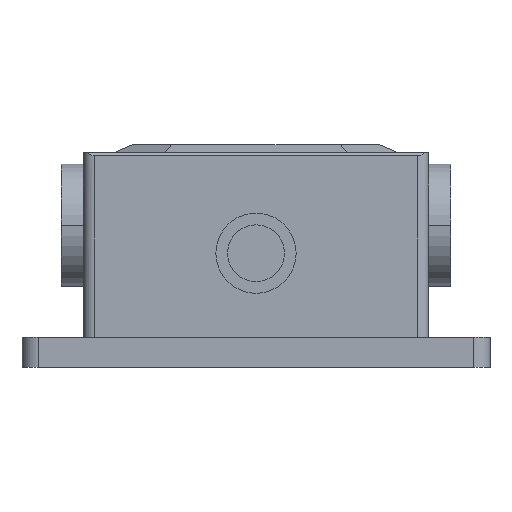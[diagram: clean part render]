
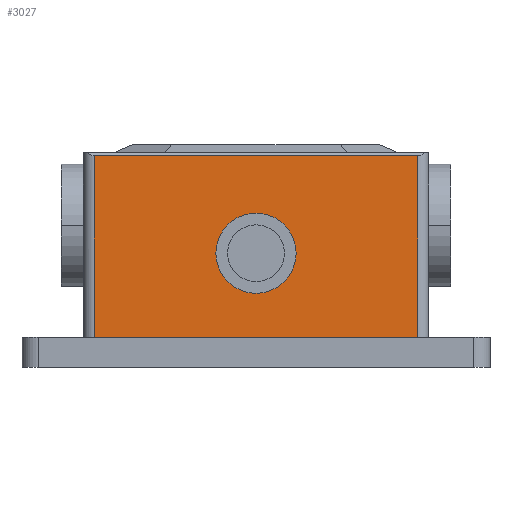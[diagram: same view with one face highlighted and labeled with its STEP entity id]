
A CAD part, front view. The second image highlights one B-rep face of the part: STEP entity #3027.
In plain terms, the highlighted planar face has unit normal (0, -1, 0).
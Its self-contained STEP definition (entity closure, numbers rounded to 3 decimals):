
#2953=CARTESIAN_POINT('',(71.,0.0,38.));
#2954=VERTEX_POINT('',#2953);
#2962=CARTESIAN_POINT('',(71.,0.,5.4));
#2963=VERTEX_POINT('',#2962);
#2964=CARTESIAN_POINT('',(71.,0.,38.));
#2965=DIRECTION('',(0.0,0.0,-1.0));
#2966=VECTOR('',#2965,32.6);
#2967=LINE('',#2964,#2966);
#2968=EDGE_CURVE('',#2954,#2963,#2967,.T.);
#2997=CARTESIAN_POINT('',(73.,0.0,38.));
#2998=DIRECTION('',(0.0,-1.0,0.0));
#2999=DIRECTION('',(1.0,0.0,0.0));
#3000=AXIS2_PLACEMENT_3D('',#2997,#2998,#2999);
#3001=PLANE('',#3000);
#3002=ORIENTED_EDGE('',*,*,#2968,.F.);
#3003=CARTESIAN_POINT('',(13.,0.,38.));
#3004=VERTEX_POINT('',#3003);
#3005=CARTESIAN_POINT('',(71.,0.,38.));
#3006=DIRECTION('',(-1.0,0.0,0.0));
#3007=VECTOR('',#3006,58.);
#3008=LINE('',#3005,#3007);
#3009=EDGE_CURVE('',#2954,#3004,#3008,.T.);
#3010=ORIENTED_EDGE('',*,*,#3009,.T.);
#3011=CARTESIAN_POINT('',(13.,0.0,5.4));
#3012=VERTEX_POINT('',#3011);
#3013=CARTESIAN_POINT('',(13.,0.,5.4));
#3014=DIRECTION('',(0.0,0.0,1.0));
#3015=VECTOR('',#3014,32.6);
#3016=LINE('',#3013,#3015);
#3017=EDGE_CURVE('',#3012,#3004,#3016,.T.);
#3018=ORIENTED_EDGE('',*,*,#3017,.F.);
#3019=CARTESIAN_POINT('',(71.,0.,5.4));
#3020=DIRECTION('',(-1.0,0.0,0.0));
#3021=VECTOR('',#3020,58.);
#3022=LINE('',#3019,#3021);
#3023=EDGE_CURVE('',#2963,#3012,#3022,.T.);
#3024=ORIENTED_EDGE('',*,*,#3023,.F.);
#3025=EDGE_LOOP('',(#3002,#3010,#3018,#3024));
#3026=FACE_OUTER_BOUND('',#3025,.T.);
#3027=ADVANCED_FACE('',(#3026),#3001,.T.);
